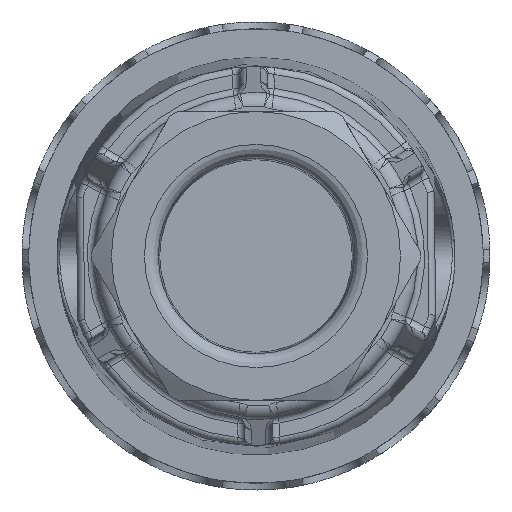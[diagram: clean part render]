
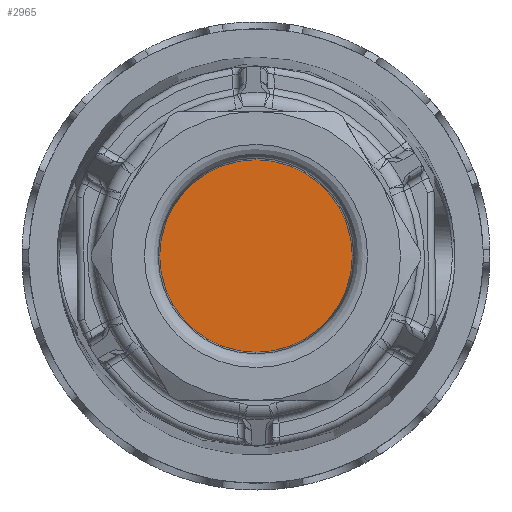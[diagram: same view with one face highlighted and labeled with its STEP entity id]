
A CAD part, front view. The second image highlights one B-rep face of the part: STEP entity #2965.
In plain terms, the highlighted planar face has unit normal (0, -1, 0).
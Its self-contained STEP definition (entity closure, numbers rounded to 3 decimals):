
#1351=FACE_OUTER_BOUND('',#7988,.T.);
#1942=PLANE('',#19966);
#2965=ADVANCED_FACE('',(#1351),#1942,.F.);
#7988=EDGE_LOOP('',(#12868));
#12868=ORIENTED_EDGE('',*,*,#17785,.T.);
#15184=VERTEX_POINT('',#34705);
#17785=EDGE_CURVE('',#15184,#15184,#18659,.T.);
#18659=CIRCLE('',#19965,6.998);
#19965=AXIS2_PLACEMENT_3D('',#34704,#23974,#23975);
#19966=AXIS2_PLACEMENT_3D('',#34706,#23976,#23977);
#23974=DIRECTION('',(0.,-1.,0.));
#23975=DIRECTION('',(0.,0.,1.));
#23976=DIRECTION('',(0.,1.,0.));
#23977=DIRECTION('',(0.,0.,1.));
#34704=CARTESIAN_POINT('',(-4.729,-84.882,0.232));
#34705=CARTESIAN_POINT('',(-4.729,-84.882,7.23));
#34706=CARTESIAN_POINT('',(-4.729,-84.882,0.232));
